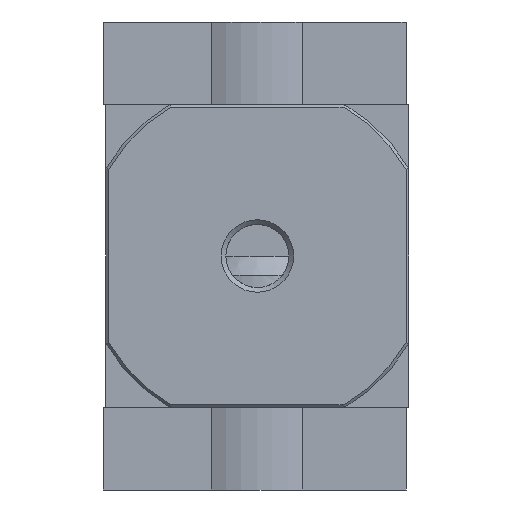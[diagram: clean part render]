
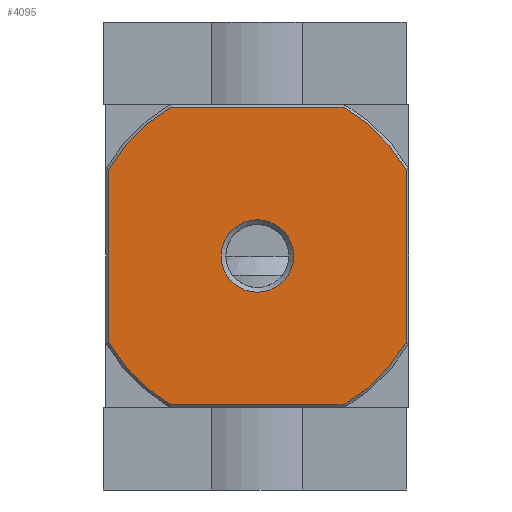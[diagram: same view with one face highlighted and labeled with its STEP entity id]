
A CAD part, front view. The second image highlights one B-rep face of the part: STEP entity #4095.
In plain terms, the highlighted planar face has unit normal (0, -1, 0).
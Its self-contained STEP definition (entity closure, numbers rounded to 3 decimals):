
#262=CIRCLE('',#4381,6.579);
#263=CIRCLE('',#4382,31.25);
#264=CIRCLE('',#4383,31.25);
#265=CIRCLE('',#4384,31.25);
#266=CIRCLE('',#4385,31.25);
#493=ORIENTED_EDGE('',*,*,#1453,.F.);
#494=ORIENTED_EDGE('',*,*,#1454,.T.);
#495=ORIENTED_EDGE('',*,*,#1455,.F.);
#496=ORIENTED_EDGE('',*,*,#1449,.T.);
#497=ORIENTED_EDGE('',*,*,#1456,.F.);
#498=ORIENTED_EDGE('',*,*,#1457,.F.);
#499=ORIENTED_EDGE('',*,*,#1458,.F.);
#500=ORIENTED_EDGE('',*,*,#1459,.F.);
#501=ORIENTED_EDGE('',*,*,#1460,.F.);
#1449=EDGE_CURVE('',#1929,#1930,#2263,.T.);
#1453=EDGE_CURVE('',#1933,#1933,#262,.T.);
#1454=EDGE_CURVE('',#1934,#1935,#2265,.T.);
#1455=EDGE_CURVE('',#1929,#1935,#263,.T.);
#1456=EDGE_CURVE('',#1936,#1930,#264,.T.);
#1457=EDGE_CURVE('',#1937,#1936,#2266,.T.);
#1458=EDGE_CURVE('',#1938,#1937,#265,.T.);
#1459=EDGE_CURVE('',#1939,#1938,#2267,.T.);
#1460=EDGE_CURVE('',#1934,#1939,#266,.T.);
#1929=VERTEX_POINT('',#6120);
#1930=VERTEX_POINT('',#6121);
#1933=VERTEX_POINT('',#6135);
#1934=VERTEX_POINT('',#6137);
#1935=VERTEX_POINT('',#6138);
#1936=VERTEX_POINT('',#6141);
#1937=VERTEX_POINT('',#6143);
#1938=VERTEX_POINT('',#6145);
#1939=VERTEX_POINT('',#6147);
#2263=LINE('',#6119,#2500);
#2265=LINE('',#6136,#2502);
#2266=LINE('',#6142,#2503);
#2267=LINE('',#6146,#2504);
#2500=VECTOR('',#4871,1000.);
#2502=VECTOR('',#4877,1000.);
#2503=VECTOR('',#4882,1000.);
#2504=VECTOR('',#4885,1000.);
#2736=EDGE_LOOP('',(#493));
#2737=EDGE_LOOP('',(#494,#495,#496,#497,#498,#499,#500,#501));
#3101=FACE_BOUND('',#2736,.T.);
#3102=FACE_BOUND('',#2737,.T.);
#3466=PLANE('',#4380);
#4095=ADVANCED_FACE('',(#3101,#3102),#3466,.F.);
#4380=AXIS2_PLACEMENT_3D('',#6133,#4873,#4874);
#4381=AXIS2_PLACEMENT_3D('',#6134,#4875,#4876);
#4382=AXIS2_PLACEMENT_3D('',#6139,#4878,#4879);
#4383=AXIS2_PLACEMENT_3D('',#6140,#4880,#4881);
#4384=AXIS2_PLACEMENT_3D('',#6144,#4883,#4884);
#4385=AXIS2_PLACEMENT_3D('',#6148,#4886,#4887);
#4871=DIRECTION('',(0.,0.,-1.));
#4873=DIRECTION('',(0.,1.,0.));
#4874=DIRECTION('',(0.,0.,1.));
#4875=DIRECTION('',(0.,-1.,0.));
#4876=DIRECTION('',(0.,0.,-1.));
#4877=DIRECTION('',(-1.,0.,0.));
#4878=DIRECTION('',(0.,1.,0.));
#4879=DIRECTION('',(-1.,0.,0.));
#4880=DIRECTION('',(0.,1.,0.));
#4881=DIRECTION('',(-1.,0.,0.));
#4882=DIRECTION('',(-1.,0.,0.));
#4883=DIRECTION('',(0.,1.,0.));
#4884=DIRECTION('',(-1.,0.,0.));
#4885=DIRECTION('',(0.,0.,-1.));
#4886=DIRECTION('',(0.,1.,0.));
#4887=DIRECTION('',(-1.,0.,0.));
#6119=CARTESIAN_POINT('',(-27.,-27.5,27.5));
#6120=CARTESIAN_POINT('',(-27.,-27.5,15.734));
#6121=CARTESIAN_POINT('',(-27.,-27.5,-15.734));
#6133=CARTESIAN_POINT('',(-27.,-27.5,27.5));
#6134=CARTESIAN_POINT('',(0.,-27.5,0.));
#6135=CARTESIAN_POINT('',(0.,-27.5,-6.579));
#6136=CARTESIAN_POINT('',(27.5,-27.5,27.));
#6137=CARTESIAN_POINT('',(15.734,-27.5,27.));
#6138=CARTESIAN_POINT('',(-15.734,-27.5,27.));
#6139=CARTESIAN_POINT('',(0.,-27.5,0.));
#6140=CARTESIAN_POINT('',(0.,-27.5,0.));
#6141=CARTESIAN_POINT('',(-15.734,-27.5,-27.));
#6142=CARTESIAN_POINT('',(27.5,-27.5,-27.));
#6143=CARTESIAN_POINT('',(15.734,-27.5,-27.));
#6144=CARTESIAN_POINT('',(0.,-27.5,0.));
#6145=CARTESIAN_POINT('',(27.,-27.5,-15.734));
#6146=CARTESIAN_POINT('',(27.,-27.5,27.5));
#6147=CARTESIAN_POINT('',(27.,-27.5,15.734));
#6148=CARTESIAN_POINT('',(0.,-27.5,0.));
